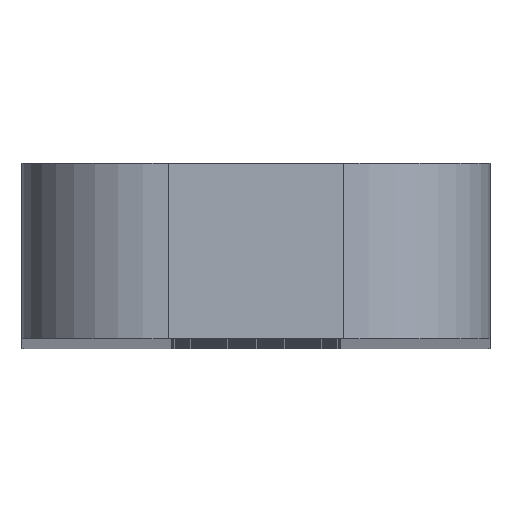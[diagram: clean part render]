
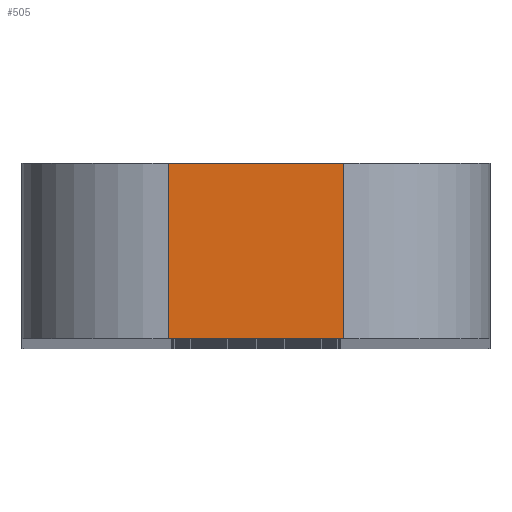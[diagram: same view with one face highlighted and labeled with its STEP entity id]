
A CAD part, top view. The second image highlights one B-rep face of the part: STEP entity #505.
In plain terms, the highlighted planar face has unit normal (0, 0, 1).
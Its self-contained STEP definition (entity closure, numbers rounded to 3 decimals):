
#20 = ORIENTED_EDGE ( 'NONE', *, *, #1480, .T. ) ;
#26 = CARTESIAN_POINT ( 'NONE',  ( 1.5, -3., 59. ) ) ;
#43 = CARTESIAN_POINT ( 'NONE',  ( 0., -3., 59. ) ) ;
#54 = ORIENTED_EDGE ( 'NONE', *, *, #1458, .F. ) ;
#64 = ORIENTED_EDGE ( 'NONE', *, *, #1411, .F. ) ;
#119 = VERTEX_POINT ( 'NONE', #767 ) ;
#146 = VECTOR ( 'NONE', #1310, 1000. ) ;
#188 = CARTESIAN_POINT ( 'NONE',  ( 0., -3., 59. ) ) ;
#205 = VERTEX_POINT ( 'NONE', #1217 ) ;
#228 = DIRECTION ( 'NONE',  ( 0., 1., 0. ) ) ;
#276 = VERTEX_POINT ( 'NONE', #26 ) ;
#372 = DIRECTION ( 'NONE',  ( 1., 0., 0. ) ) ;
#451 = DIRECTION ( 'NONE',  ( 0., 0., 1. ) ) ;
#505 = ADVANCED_FACE ( 'NONE', ( #1019 ), #1646, .T. ) ;
#507 = EDGE_CURVE ( 'NONE', #276, #1064, #1255, .T. ) ;
#515 = LINE ( 'NONE', #662, #146 ) ;
#603 = ORIENTED_EDGE ( 'NONE', *, *, #507, .T. ) ;
#653 = CARTESIAN_POINT ( 'NONE',  ( 0., 0., 59. ) ) ;
#662 = CARTESIAN_POINT ( 'NONE',  ( -1.5, -3., 59. ) ) ;
#693 = AXIS2_PLACEMENT_3D ( 'NONE', #188, #451, #723 ) ;
#723 = DIRECTION ( 'NONE',  ( 1., 0., 0. ) ) ;
#767 = CARTESIAN_POINT ( 'NONE',  ( -1.5, 0., 59. ) ) ;
#799 = LINE ( 'NONE', #43, #1568 ) ;
#852 = VECTOR ( 'NONE', #372, 1000. ) ;
#1019 = FACE_OUTER_BOUND ( 'NONE', #1230, .T. ) ;
#1064 = VERTEX_POINT ( 'NONE', #1603 ) ;
#1217 = CARTESIAN_POINT ( 'NONE',  ( -1.5, -3., 59. ) ) ;
#1230 = EDGE_LOOP ( 'NONE', ( #64, #54, #20, #603 ) ) ;
#1255 = LINE ( 'NONE', #1562, #1668 ) ;
#1310 = DIRECTION ( 'NONE',  ( 0., 1., 0. ) ) ;
#1350 = DIRECTION ( 'NONE',  ( 1., 0., 0. ) ) ;
#1411 = EDGE_CURVE ( 'NONE', #119, #1064, #1435, .T. ) ;
#1435 = LINE ( 'NONE', #653, #852 ) ;
#1458 = EDGE_CURVE ( 'NONE', #205, #119, #515, .T. ) ;
#1480 = EDGE_CURVE ( 'NONE', #205, #276, #799, .T. ) ;
#1562 = CARTESIAN_POINT ( 'NONE',  ( 1.5, -3., 59. ) ) ;
#1568 = VECTOR ( 'NONE', #1350, 1000. ) ;
#1603 = CARTESIAN_POINT ( 'NONE',  ( 1.5, 0., 59. ) ) ;
#1646 = PLANE ( 'NONE',  #693 ) ;
#1668 = VECTOR ( 'NONE', #228, 1000. ) ;
